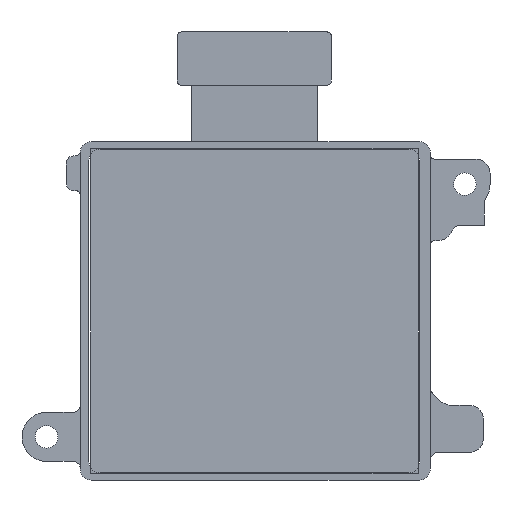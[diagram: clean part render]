
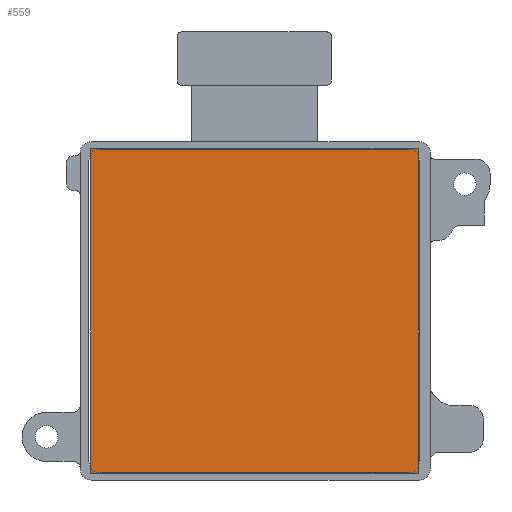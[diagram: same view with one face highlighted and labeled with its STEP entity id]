
A CAD part, front view. The second image highlights one B-rep face of the part: STEP entity #559.
In plain terms, the highlighted planar face has unit normal (0, -1, 0).
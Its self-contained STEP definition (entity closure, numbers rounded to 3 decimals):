
#219 = EDGE_LOOP ( 'NONE', ( #584, #4540, #1875, #3130 ) ) ;
#559 = ADVANCED_FACE ( 'NONE', ( #5055 ), #2161, .T. ) ;
#565 = CARTESIAN_POINT ( 'NONE',  ( 11.68, 0., 11.98 ) ) ;
#576 = DIRECTION ( 'NONE',  ( -1., 0., 0. ) ) ;
#584 = ORIENTED_EDGE ( 'NONE', *, *, #4170, .F. ) ;
#1099 = VECTOR ( 'NONE', #5639, 1000. ) ;
#1147 = DIRECTION ( 'NONE',  ( 0., 0., -1. ) ) ;
#1309 = EDGE_CURVE ( 'NONE', #2246, #3161, #2325, .T. ) ;
#1381 = AXIS2_PLACEMENT_3D ( 'NONE', #3626, #5485, #1147 ) ;
#1650 = EDGE_CURVE ( 'NONE', #4244, #2246, #4146, .T. ) ;
#1875 = ORIENTED_EDGE ( 'NONE', *, *, #1650, .F. ) ;
#2029 = CARTESIAN_POINT ( 'NONE',  ( 11.68, 0., -11.18 ) ) ;
#2148 = CARTESIAN_POINT ( 'NONE',  ( 11.68, 0., 11.98 ) ) ;
#2161 = PLANE ( 'NONE',  #1381 ) ;
#2246 = VERTEX_POINT ( 'NONE', #5917 ) ;
#2298 = VECTOR ( 'NONE', #576, 1000. ) ;
#2325 = LINE ( 'NONE', #3200, #4331 ) ;
#2357 = DIRECTION ( 'NONE',  ( 1., 0., 0. ) ) ;
#2823 = EDGE_CURVE ( 'NONE', #4790, #4244, #2993, .T. ) ;
#2993 = LINE ( 'NONE', #3580, #2298 ) ;
#3064 = VECTOR ( 'NONE', #5498, 1000. ) ;
#3130 = ORIENTED_EDGE ( 'NONE', *, *, #2823, .F. ) ;
#3161 = VERTEX_POINT ( 'NONE', #2148 ) ;
#3200 = CARTESIAN_POINT ( 'NONE',  ( -11.68, 0., 11.98 ) ) ;
#3580 = CARTESIAN_POINT ( 'NONE',  ( -11.68, 0., -11.18 ) ) ;
#3626 = CARTESIAN_POINT ( 'NONE',  ( 0., 0., 0. ) ) ;
#4146 = LINE ( 'NONE', #6036, #1099 ) ;
#4170 = EDGE_CURVE ( 'NONE', #3161, #4790, #5918, .T. ) ;
#4244 = VERTEX_POINT ( 'NONE', #4999 ) ;
#4331 = VECTOR ( 'NONE', #2357, 1000. ) ;
#4540 = ORIENTED_EDGE ( 'NONE', *, *, #1309, .F. ) ;
#4790 = VERTEX_POINT ( 'NONE', #2029 ) ;
#4999 = CARTESIAN_POINT ( 'NONE',  ( -11.68, 0., -11.18 ) ) ;
#5055 = FACE_OUTER_BOUND ( 'NONE', #219, .T. ) ;
#5485 = DIRECTION ( 'NONE',  ( 0., -1., 0. ) ) ;
#5498 = DIRECTION ( 'NONE',  ( 0., 0., -1. ) ) ;
#5639 = DIRECTION ( 'NONE',  ( 0., 0., 1. ) ) ;
#5917 = CARTESIAN_POINT ( 'NONE',  ( -11.68, 0., 11.98 ) ) ;
#5918 = LINE ( 'NONE', #565, #3064 ) ;
#6036 = CARTESIAN_POINT ( 'NONE',  ( -11.68, 0., 11.98 ) ) ;
